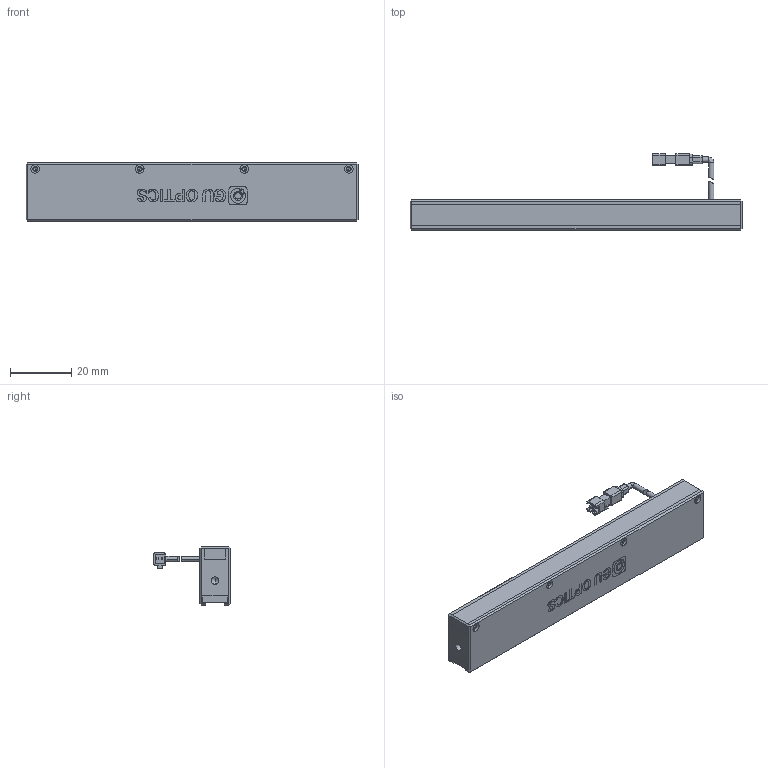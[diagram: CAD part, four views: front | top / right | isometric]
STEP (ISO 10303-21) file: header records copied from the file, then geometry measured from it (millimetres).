
FILE_DESCRIPTION (( 'STEP AP214' ), '1' );
FILE_NAME ('660104-W.STEP', '2019-03-18T05:17:19', ( '' ), ( '' ), 'SwSTEP 2.0', 'SolidWorks 2016', '' );
FILE_SCHEMA (( 'AUTOMOTIVE_DESIGN' ));
Length unit declared in the file: millimetre
Products named in the file (1): 660104-W
Bounding box: 108 x 25 x 19 mm (x, y, z)
Volume: 14118 mm3; surface area: 18951.7 mm2
Topology: 7 solids, 7 shells, 512 faces, 1265 edges, 786 vertices
Faces by surface type: plane 224, cylinder 182, bspline 82, cone 24
Entity records: 20003 total; most frequent: CARTESIAN_POINT 3832, ORIENTED_EDGE 2398, DIRECTION 2307, EDGE_CURVE 1199, AXIS2_PLACEMENT_3D 795, VERTEX_POINT 786, LINE 717, VECTOR 717
